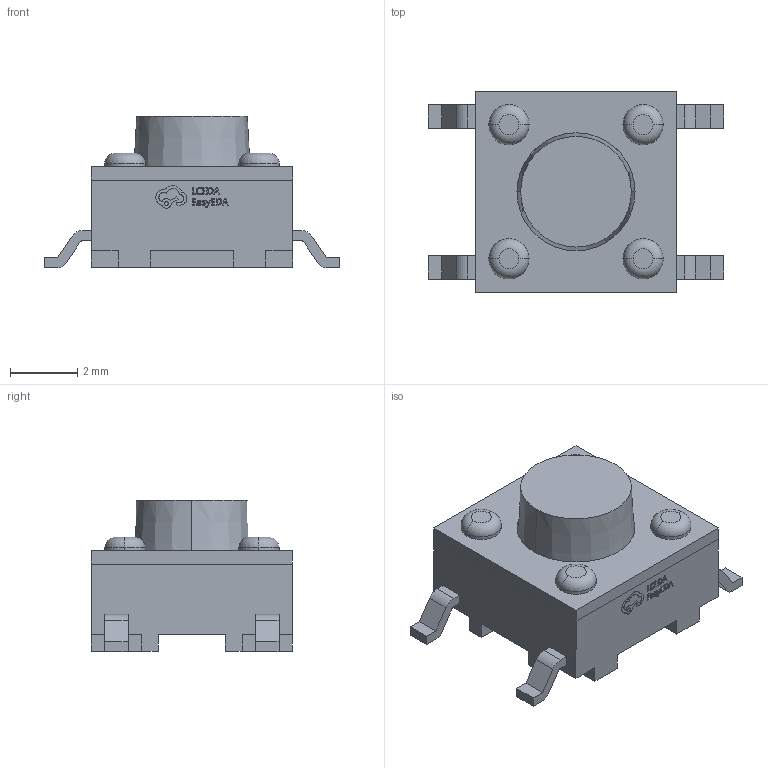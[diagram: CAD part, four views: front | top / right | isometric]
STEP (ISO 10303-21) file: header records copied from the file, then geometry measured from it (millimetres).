
FILE_DESCRIPTION (( 'STEP AP214' ), '1' );
FILE_NAME ('SW-SMD_SH-6X6X4.5H-TP.STEP', '2025-02-06T03:21:44', ( 'PC' ), ( 'Microsoft' ), 'SwSTEP 2.0', 'SolidWorks 2020', '' );
FILE_SCHEMA (( 'AUTOMOTIVE_DESIGN' ));
Length unit declared in the file: millimetre
Products named in the file (1): SW-SMD_SH-6X6X4.5H-TP
Bounding box: 8.8 x 6.01 x 4.51 mm (x, y, z)
Volume: 112.3 mm3; surface area: 246.4 mm2
Topology: 15 solids, 15 shells, 340 faces, 895 edges, 594 vertices
Faces by surface type: plane 210, bspline 98, cylinder 22, torus 8, cone 2
Entity records: 14859 total; most frequent: CARTESIAN_POINT 3136, ORIENTED_EDGE 1790, DIRECTION 1245, EDGE_CURVE 895, VECTOR 631, LINE 631, VERTEX_POINT 594, EDGE_LOOP 363
